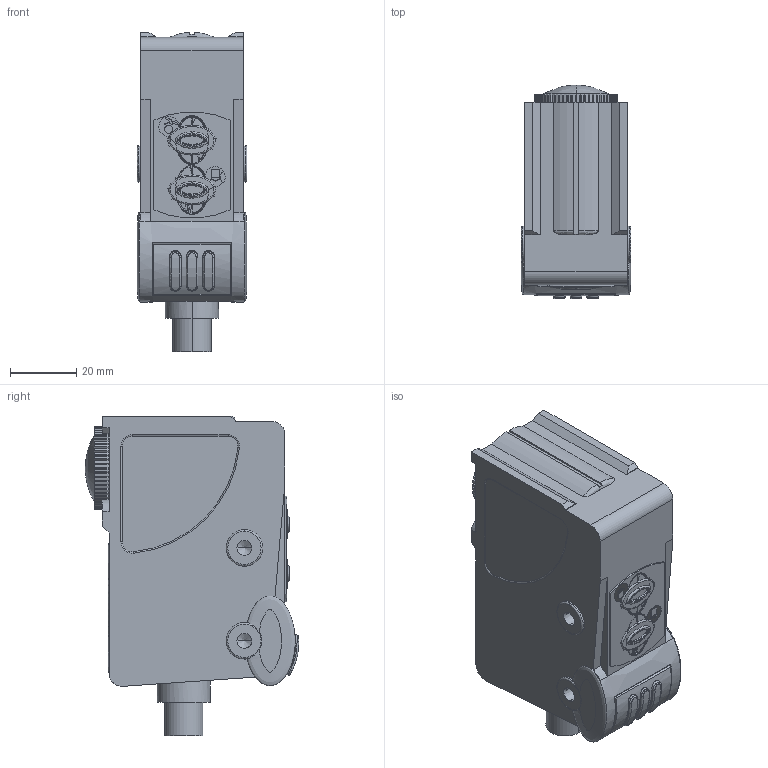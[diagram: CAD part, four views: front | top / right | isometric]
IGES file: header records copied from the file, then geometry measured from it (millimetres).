
Start section:  PTC IGES file: 146867.igs
Global section: file name: 146867.igs; native system: Pro/ENGINEER by Parametric Technology Corporation; preprocessor: 2009141; author: banengservice; organization: Unknown; date: 20100609.083008; units: inch
Bounding box: 33.1 x 64.37 x 96.27 mm (x, y, z)
Volume: 135637.2 mm3; surface area: 19495.4 mm2
Topology: 1 solids, 1 shells, 455 faces, 1218 edges, 791 vertices
Faces by surface type: bspline 268, revolution 179, extrusion 8
